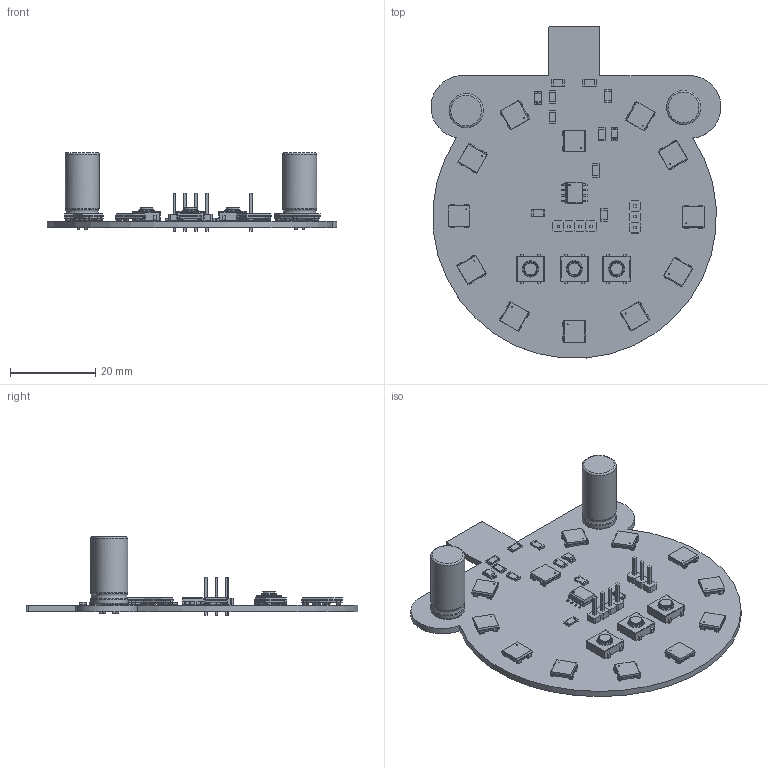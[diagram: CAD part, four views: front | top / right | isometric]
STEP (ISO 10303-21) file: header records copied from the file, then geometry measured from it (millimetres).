
FILE_DESCRIPTION(('KiCad electronic assembly'),'2;1');
FILE_NAME('pomodoro_timer2.step','2025-09-08T15:08:43',('Pcbnew'),( 'Kicad'),'Open CASCADE STEP processor 7.9','KiCad to STEP converter' ,'Unknown');
FILE_SCHEMA(('AUTOMOTIVE_DESIGN { 1 0 10303 214 1 1 1 1 }'));
Length unit declared in the file: millimetre
Products named in the file (41): pomodoro_timer2 1; WS2812B_WDS; PinHeader-01x04_P2.54mm_Vertical_THT; pomodoro_timer2 1.2.1; pomodoro_timer2 1.2.2; pomodoro_timer2 1.2.3; pomodoro_timer2 1.2.4; Resistor-1206; Ceramic; Contacts; Contacts (Mirror #1); Overcoat; LED-1206; Base; Emmiter; Contact_1; Contact_2; Capacitor_Tecate-TPLC-3R8; Body; Wires; Body002; Wire; Switch_Omron-B3SN-3112P; Leads; Lead; Body003; Body004; Button; Cover; SOIC-8_3.9x4.9mm_P1.27mm; Leads_Right; Package; Dot; PinHeader-01x03_P2.54mm_Vertical_THT; pomodoro_timer2 1.22.1; pomodoro_timer2 1.22.2; pomodoro_timer2 1.22.3; pomodoro_timer_PCB
Assembly tree (66 placements, depth 4):
  pomodoro_timer2 1
    WS2812B_WDS  x12
    PinHeader-01x04_P2.54mm_Vertical_THT
      pomodoro_timer2 1.2.1
      pomodoro_timer2 1.2.2
      pomodoro_timer2 1.2.3
      pomodoro_timer2 1.2.4
    Resistor-1206  x9
      Ceramic
      Contacts
      Contacts (Mirror #1)
      Overcoat
    LED-1206  x2
      Base
      Emmiter
      Contact_1
      Contact_2
    Capacitor_Tecate-TPLC-3R8  x2
      Body
      Wires
        Body002
        Wire
    Switch_Omron-B3SN-3112P  x3
      Base
      Leads
        Lead
        Body002
        Body003
        Body004
      Button
      Cover
    SOIC-8_3.9x4.9mm_P1.27mm
      Leads
        Leads_Right  x4
      Package
      Dot
    PinHeader-01x03_P2.54mm_Vertical_THT
      pomodoro_timer2 1.22.1
      pomodoro_timer2 1.22.2
      pomodoro_timer2 1.22.3
    pomodoro_timer_PCB
Bounding box: 68.05 x 77.95 x 18.5 mm (x, y, z)
Volume: 8397.7 mm3; surface area: 12092 mm2
Topology: 157 solids, 157 shells, 1687 faces, 3747 edges, 2383 vertices
Faces by surface type: plane 1453, cylinder 208, torus 15, bspline 8, cone 3
Full cylindrical faces by diameter (mm): 0.253 x12, 0.4 x2, 0.6 x4, 0.8 x4, 1.4 x7, 3 x6, 8 x4
Entity records: 14119 total; most frequent: CARTESIAN_POINT 2413, DIRECTION 2121, ORIENTED_EDGE 2026, EDGE_CURVE 1013, LINE 879, VECTOR 879, VERTEX_POINT 659, AXIS2_PLACEMENT_3D 621
